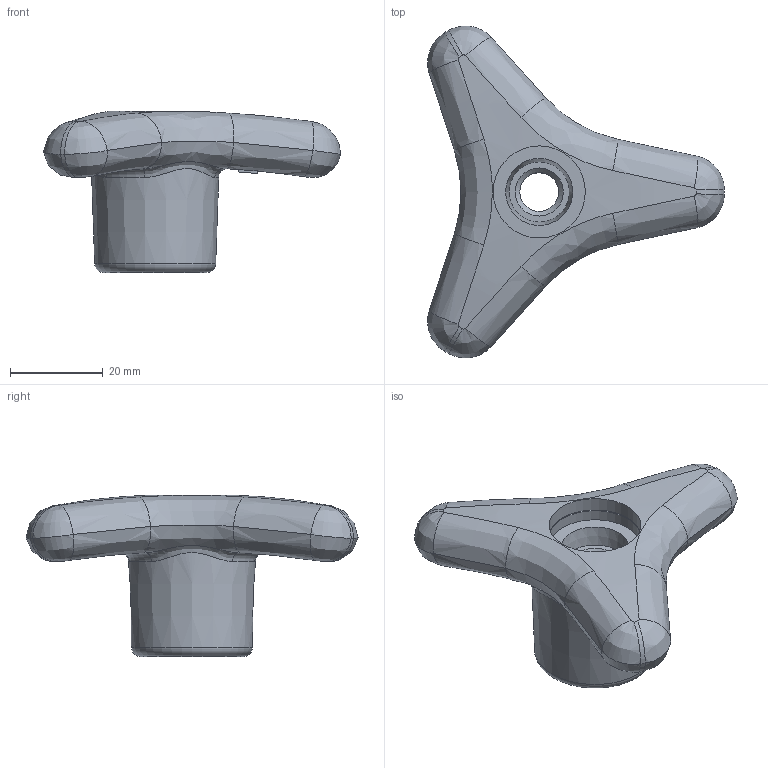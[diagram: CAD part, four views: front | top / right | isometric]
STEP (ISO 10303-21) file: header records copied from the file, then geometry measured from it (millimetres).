
FILE_DESCRIPTION(/* description */ ('File step'),/* implementation_level */ '2;1');
FILE_NAME(/* name */ '6320030',/* time_stamp */ '2022-01-21T14:43:47+01:00',/* author */ ('Zorzan D.'),/* organization */ ('Gamm Srl.'),/* preprocessor_version */ 'ST-DEVELOPER v16.7',/* originating_system */ 'Solid Edge',/* authorisation */ 'Unknown');
FILE_SCHEMA (('CONFIG_CONTROL_DESIGN'));
Length unit declared in the file: millimetre
Products named in the file (1): Parte3
Bounding box: 64.11 x 71.7 x 34.79 mm (x, y, z)
Volume: 31864.5 mm3; surface area: 8676.3 mm2
Topology: 1 solids, 1 shells, 117 faces, 304 edges, 194 vertices
Faces by surface type: plane 54, bspline 35, sphere 10, torus 10, cone 5, cylinder 3
Full cylindrical faces by diameter (mm): 8.376 x1, 19.9 x2
Entity records: 7287 total; most frequent: CARTESIAN_POINT 3820, ORIENTED_EDGE 578, DIRECTION 536, EDGE_CURVE 289, AXIS2_PLACEMENT_3D 243, VERTEX_POINT 189, CIRCLE 160, EDGE_LOOP 134
